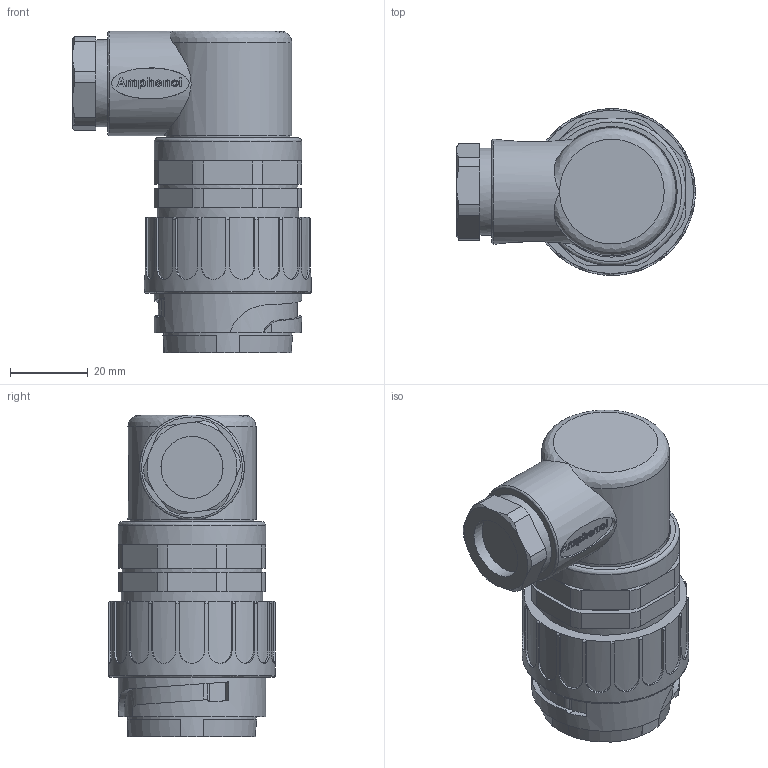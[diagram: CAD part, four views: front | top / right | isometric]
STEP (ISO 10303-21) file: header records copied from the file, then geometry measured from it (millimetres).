
FILE_DESCRIPTION(/* description */ (''),/* implementation_level */ '2;1');
FILE_NAME(/* name */ 'c016 20k005 104 2nxc001-01.stp',/* time_stamp */ '2019-07-08T09:52:26+02:00',/* author */ (''),/* organization */ (''),/* preprocessor_version */ 'ST-DEVELOPER v16.7',/* originating_system */ 'SIEMENS PLM Software NX 12.0',/* authorisation */ '');
FILE_SCHEMA (('AUTOMOTIVE_DESIGN { 1 0 10303 214 3 1 1 1 }'));
Length unit declared in the file: millimetre
Products named in the file (1): c016 20k005 104 2nxc001-01
Bounding box: 61.5 x 43 x 83 mm (x, y, z)
Volume: 90302 mm3; surface area: 19732.2 mm2
Topology: 1 solids, 2 shells, 977 faces, 2680 edges, 1768 vertices
Faces by surface type: plane 584, cylinder 281, bspline 92, cone 12, sphere 6, extrusion 2
Full cylindrical faces by diameter (mm): 1 x1, 2 x6, 2.1 x6, 2.4 x1, 16 x1, 22.5 x1, 25 x1, 27 x1, 29.1 x1, 31.8 x1, 32 x1, 33 x2, 36 x1, 36.5 x1, 38 x3, 38.2 x1, 43 x1
Entity records: 32001 total; most frequent: CARTESIAN_POINT 8089, ORIENTED_EDGE 5214, DIRECTION 4617, EDGE_CURVE 2607, VERTEX_POINT 1740, VECTOR 1647, LINE 1645, AXIS2_PLACEMENT_3D 1485
